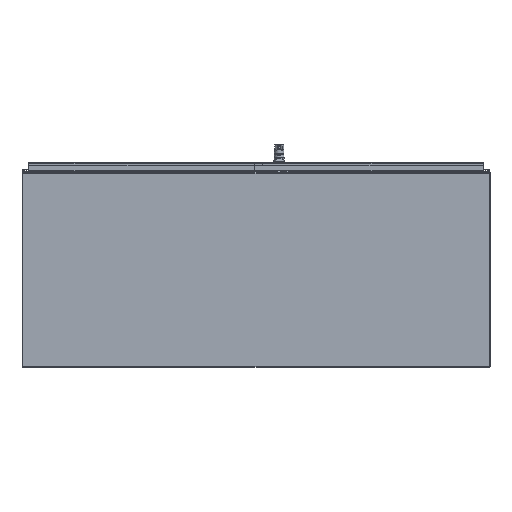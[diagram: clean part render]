
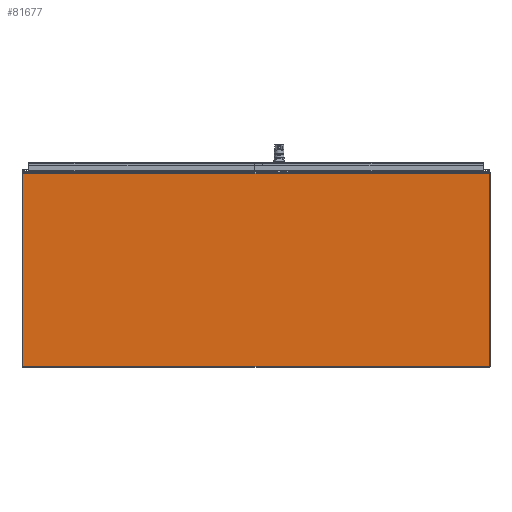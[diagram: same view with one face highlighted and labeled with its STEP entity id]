
A CAD part, front view. The second image highlights one B-rep face of the part: STEP entity #81677.
In plain terms, the highlighted planar face has unit normal (0, -1, 0).
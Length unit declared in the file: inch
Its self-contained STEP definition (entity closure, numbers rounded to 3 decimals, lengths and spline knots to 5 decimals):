
#15444 = PLANE ( 'NONE',  #234615 ) ;
#17719 = EDGE_CURVE ( 'NONE', #32169, #142461, #60281, .T. ) ;
#32169 = VERTEX_POINT ( 'NONE', #169188 ) ;
#40312 = LINE ( 'NONE', #97745, #182343 ) ;
#47180 = EDGE_LOOP ( 'NONE', ( #129312, #50706, #54261, #84606 ) ) ;
#47858 = CARTESIAN_POINT ( 'NONE',  ( -23.926, -20.0625, -10.25741 ) ) ;
#50706 = ORIENTED_EDGE ( 'NONE', *, *, #103254, .F. ) ;
#51831 = VECTOR ( 'NONE', #130016, 39.37008 ) ;
#54190 = VERTEX_POINT ( 'NONE', #138731 ) ;
#54261 = ORIENTED_EDGE ( 'NONE', *, *, #88069, .F. ) ;
#58294 = CARTESIAN_POINT ( 'NONE',  ( 23.926, -20.0625, -10.25741 ) ) ;
#60281 = LINE ( 'NONE', #77075, #175754 ) ;
#77075 = CARTESIAN_POINT ( 'NONE',  ( 0., -20.0625, 9.53209 ) ) ;
#81677 = ADVANCED_FACE ( 'NONE', ( #231371 ), #15444, .F. ) ;
#84606 = ORIENTED_EDGE ( 'NONE', *, *, #17719, .F. ) ;
#88069 = EDGE_CURVE ( 'NONE', #142461, #105859, #91898, .T. ) ;
#88361 = DIRECTION ( 'NONE',  ( 0., 1., 0. ) ) ;
#91898 = LINE ( 'NONE', #58294, #51831 ) ;
#97745 = CARTESIAN_POINT ( 'NONE',  ( 0., -20.0625, -10.25741 ) ) ;
#103254 = EDGE_CURVE ( 'NONE', #105859, #54190, #40312, .T. ) ;
#103814 = EDGE_CURVE ( 'NONE', #54190, #32169, #211392, .T. ) ;
#105294 = DIRECTION ( 'NONE',  ( 0., 0., 1. ) ) ;
#105859 = VERTEX_POINT ( 'NONE', #134093 ) ;
#118034 = VECTOR ( 'NONE', #105294, 39.37008 ) ;
#120599 = CARTESIAN_POINT ( 'NONE',  ( 0., -20.0625, -0.36016 ) ) ;
#129312 = ORIENTED_EDGE ( 'NONE', *, *, #103814, .F. ) ;
#130016 = DIRECTION ( 'NONE',  ( 0., 0., -1. ) ) ;
#133131 = DIRECTION ( 'NONE',  ( 1., 0., 0. ) ) ;
#134093 = CARTESIAN_POINT ( 'NONE',  ( 23.926, -20.0625, -10.25741 ) ) ;
#138731 = CARTESIAN_POINT ( 'NONE',  ( -23.926, -20.0625, -10.25741 ) ) ;
#142461 = VERTEX_POINT ( 'NONE', #176282 ) ;
#161040 = DIRECTION ( 'NONE',  ( 0., 0., 1. ) ) ;
#169188 = CARTESIAN_POINT ( 'NONE',  ( -23.926, -20.0625, 9.53209 ) ) ;
#175754 = VECTOR ( 'NONE', #133131, 39.37008 ) ;
#176282 = CARTESIAN_POINT ( 'NONE',  ( 23.926, -20.0625, 9.53209 ) ) ;
#182343 = VECTOR ( 'NONE', #188346, 39.37008 ) ;
#188346 = DIRECTION ( 'NONE',  ( -1., 0., 0. ) ) ;
#211392 = LINE ( 'NONE', #47858, #118034 ) ;
#231371 = FACE_OUTER_BOUND ( 'NONE', #47180, .T. ) ;
#234615 = AXIS2_PLACEMENT_3D ( 'NONE', #120599, #88361, #161040 ) ;
